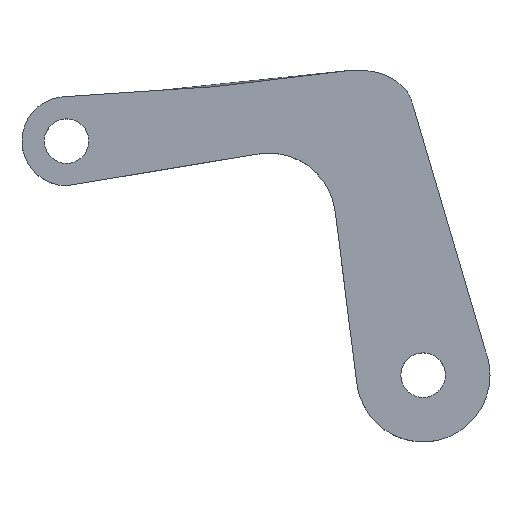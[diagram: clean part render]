
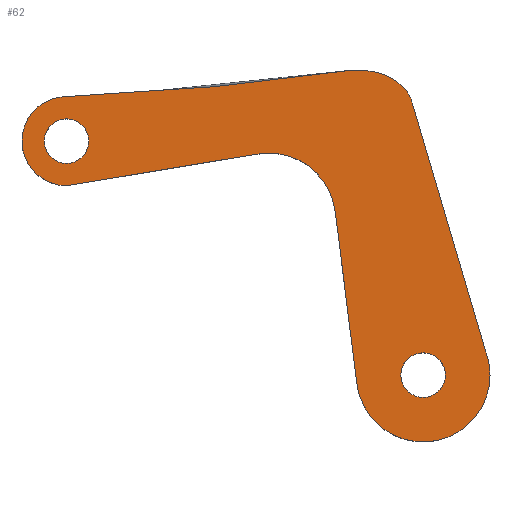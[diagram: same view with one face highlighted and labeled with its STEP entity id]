
A CAD part, top view. The second image highlights one B-rep face of the part: STEP entity #62.
In plain terms, the highlighted planar face has unit normal (0, 0, 1).
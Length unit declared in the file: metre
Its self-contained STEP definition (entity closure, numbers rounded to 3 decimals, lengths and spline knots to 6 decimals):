
#62=ADVANCED_FACE('0:3667',(#137,#138,#139),#140,.T.);
#137=FACE_OUTER_BOUND('',#471,.T.);
#138=FACE_BOUND('',#472,.T.);
#139=FACE_BOUND('',#473,.T.);
#140=PLANE('',#474);
#471=EDGE_LOOP('',(#716,#717,#718,#719,#720,#721,#722,#723,#724,#725,#726));
#472=EDGE_LOOP('',(#727,#728));
#473=EDGE_LOOP('',(#729,#730));
#474=AXIS2_PLACEMENT_3D('',#731,#732,#733);
#716=ORIENTED_EDGE('',*,*,#1186,.F.);
#717=ORIENTED_EDGE('',*,*,#1211,.F.);
#718=ORIENTED_EDGE('',*,*,#1212,.F.);
#719=ORIENTED_EDGE('',*,*,#1191,.F.);
#720=ORIENTED_EDGE('',*,*,#1213,.F.);
#721=ORIENTED_EDGE('',*,*,#1214,.F.);
#722=ORIENTED_EDGE('',*,*,#1215,.F.);
#723=ORIENTED_EDGE('',*,*,#1169,.F.);
#724=ORIENTED_EDGE('',*,*,#1183,.F.);
#725=ORIENTED_EDGE('',*,*,#1181,.F.);
#726=ORIENTED_EDGE('',*,*,#1216,.F.);
#727=ORIENTED_EDGE('',*,*,#1217,.F.);
#728=ORIENTED_EDGE('',*,*,#1218,.F.);
#729=ORIENTED_EDGE('',*,*,#1219,.F.);
#730=ORIENTED_EDGE('',*,*,#1220,.F.);
#731=CARTESIAN_POINT('',(0.219495,-0.043899,0.005));
#732=DIRECTION('',(0.0,0.0,1.0));
#733=DIRECTION('',(1.0,0.0,0.0));
#1169=EDGE_CURVE('0:3703',#1253,#1254,#1255,.T.);
#1181=EDGE_CURVE('0:3694',#1274,#1267,#1276,.T.);
#1183=EDGE_CURVE('',#1267,#1253,#1278,.T.);
#1186=EDGE_CURVE('3:70565',#1281,#1282,#1283,.T.);
#1191=EDGE_CURVE('0:3730',#1290,#1291,#1292,.T.);
#1211=EDGE_CURVE('0:3748',#1325,#1281,#1326,.T.);
#1212=EDGE_CURVE('0:3739',#1291,#1325,#1327,.T.);
#1213=EDGE_CURVE('0:3721',#1328,#1290,#1329,.T.);
#1214=EDGE_CURVE('',#1330,#1328,#1331,.T.);
#1215=EDGE_CURVE('3:17967',#1254,#1330,#1332,.T.);
#1216=EDGE_CURVE('0:3685',#1282,#1274,#1333,.T.);
#1217=EDGE_CURVE('0:3754',#1334,#1335,#1336,.T.);
#1218=EDGE_CURVE('',#1335,#1334,#1337,.T.);
#1219=EDGE_CURVE('0:3760',#1338,#1339,#1340,.T.);
#1220=EDGE_CURVE('',#1339,#1338,#1341,.T.);
#1253=VERTEX_POINT('',#1378);
#1254=VERTEX_POINT('',#1379);
#1255=LINE('',#1380,#1381);
#1267=VERTEX_POINT('',#1484);
#1274=VERTEX_POINT('',#1497);
#1276=CIRCLE('',#1504,0.071849);
#1278=CIRCLE('',#1506,0.071849);
#1281=VERTEX_POINT('',#1509);
#1282=VERTEX_POINT('',#1510);
#1283=B_SPLINE_CURVE_WITH_KNOTS('',3,(#1511,#1512,#1513,#1514,#1515,#1516,#1517,#1518,#1519,#1520),.UNSPECIFIED.,.F.,.F.,(4,2,2,2,4),(0.0,0.002771,0.005013,0.006475,0.007932),.UNSPECIFIED.);
#1290=VERTEX_POINT('',#1596);
#1291=VERTEX_POINT('',#1597);
#1292=CIRCLE('',#1598,0.047899);
#1325=VERTEX_POINT('',#1809);
#1326=B_SPLINE_CURVE_WITH_KNOTS('',3,(#1810,#1811,#1812,#1813,#1814,#1815),.UNSPECIFIED.,.F.,.F.,(4,2,4),(0.004809,0.017013,0.021807),.UNSPECIFIED.);
#1327=LINE('',#1816,#1817);
#1328=VERTEX_POINT('',#1818);
#1329=LINE('',#1819,#1820);
#1330=VERTEX_POINT('',#1821);
#1331=CIRCLE('',#1822,0.071849);
#1332=CIRCLE('',#1823,0.071849);
#1333=B_SPLINE_CURVE_WITH_KNOTS('',3,(#1824,#1825,#1826,#1827,#1828,#1829,#1830,#1831,#1832),.UNSPECIFIED.,.F.,.F.,(4,3,2,4),(0.021865,0.021881,0.028093,0.032155),.UNSPECIFIED.);
#1334=VERTEX_POINT('',#1833);
#1335=VERTEX_POINT('',#1834);
#1336=CIRCLE('',#1835,0.02395);
#1337=CIRCLE('',#1836,0.02395);
#1338=VERTEX_POINT('',#1837);
#1339=VERTEX_POINT('',#1838);
#1340=CIRCLE('',#1839,0.02395);
#1341=CIRCLE('',#1840,0.02395);
#1378=CARTESIAN_POINT('',(0.291904,-0.304326,0.005));
#1379=CARTESIAN_POINT('',(0.26871,-0.119715,0.005));
#1380=CARTESIAN_POINT('',(0.275236,-0.171658,0.005));
#1381=VECTOR('',#1982,11.974767);
#1484=CARTESIAN_POINT('',(0.435041,-0.295369,0.005));
#1497=CARTESIAN_POINT('',(0.430152,-0.269319,0.005));
#1504=AXIS2_PLACEMENT_3D('',#1990,#1991,#1992);
#1506=AXIS2_PLACEMENT_3D('',#1993,#1994,#1995);
#1509=CARTESIAN_POINT('',(0.282859,0.031915,0.005));
#1510=CARTESIAN_POINT('',(0.351633,-0.003055,0.005));
#1511=CARTESIAN_POINT('',(0.282859,0.031915,0.005));
#1512=CARTESIAN_POINT('',(0.293842,0.033228,0.005));
#1513=CARTESIAN_POINT('',(0.304919,0.032443,0.005));
#1514=CARTESIAN_POINT('',(0.323131,0.027336,0.005));
#1515=CARTESIAN_POINT('',(0.330433,0.023769,0.005));
#1516=CARTESIAN_POINT('',(0.340308,0.01609,0.005));
#1517=CARTESIAN_POINT('',(0.343578,0.012651,0.005));
#1518=CARTESIAN_POINT('',(0.348707,0.005161,0.005));
#1519=CARTESIAN_POINT('',(0.350551,0.00114,0.005));
#1520=CARTESIAN_POINT('',(0.351633,-0.003055,0.005));
#1596=CARTESIAN_POINT('',(-0.02,-0.091798,0.005));
#1597=CARTESIAN_POINT('',(-0.02,0.004,0.005));
#1598=AXIS2_PLACEMENT_3D('',#1999,#2000,#2001);
#1809=CARTESIAN_POINT('',(0.138486,0.014566,0.005));
#1810=CARTESIAN_POINT('',(0.138486,0.014566,0.005));
#1811=CARTESIAN_POINT('',(0.187043,0.020432,0.005));
#1812=CARTESIAN_POINT('',(0.23575,0.026282,0.005));
#1813=CARTESIAN_POINT('',(0.303089,0.034334,0.005));
#1814=CARTESIAN_POINT('',(0.322121,0.036606,0.005));
#1815=CARTESIAN_POINT('',(0.341171,0.038876,0.005));
#1816=CARTESIAN_POINT('',(0.188713,0.017914,0.005));
#1817=VECTOR('',#2027,11.974767);
#1818=CARTESIAN_POINT('',(0.185701,-0.057785,0.005));
#1819=CARTESIAN_POINT('',(0.100415,-0.071887,0.005));
#1820=VECTOR('',#2028,11.974767);
#1821=CARTESIAN_POINT('',(0.239461,-0.070405,0.005));
#1822=AXIS2_PLACEMENT_3D('',#2029,#2030,#2031);
#1823=AXIS2_PLACEMENT_3D('',#2032,#2033,#2034);
#1824=CARTESIAN_POINT('',(0.341171,0.038876,0.005));
#1825=CARTESIAN_POINT('',(0.341205,0.038735,0.005));
#1826=CARTESIAN_POINT('',(0.341239,0.038595,0.005));
#1827=CARTESIAN_POINT('',(0.341273,0.038455,0.005));
#1828=CARTESIAN_POINT('',(0.353992,-0.014376,0.005));
#1829=CARTESIAN_POINT('',(0.370005,-0.073049,0.005));
#1830=CARTESIAN_POINT('',(0.402275,-0.181401,0.005));
#1831=CARTESIAN_POINT('',(0.416009,-0.225401,0.005));
#1832=CARTESIAN_POINT('',(0.430152,-0.269319,0.005));
#1833=CARTESIAN_POINT('',(0.00395,-0.043899,0.005));
#1834=CARTESIAN_POINT('',(-0.04395,-0.043899,0.005));
#1835=AXIS2_PLACEMENT_3D('',#2035,#2036,#2037);
#1836=AXIS2_PLACEMENT_3D('',#2038,#2039,#2040);
#1837=CARTESIAN_POINT('',(0.387142,-0.295369,0.005));
#1838=CARTESIAN_POINT('',(0.339243,-0.295369,0.005));
#1839=AXIS2_PLACEMENT_3D('',#2041,#2042,#2043);
#1840=AXIS2_PLACEMENT_3D('',#2044,#2045,#2046);
#1982=DIRECTION('',(-0.125,0.992,0.0));
#1990=CARTESIAN_POINT('',(0.363193,-0.295369,0.005));
#1991=DIRECTION('',(-0.0,0.0,-1.0));
#1992=DIRECTION('',(-1.0,0.,0.0));
#1993=CARTESIAN_POINT('',(0.363193,-0.295369,0.005));
#1994=DIRECTION('',(-0.0,0.0,-1.0));
#1995=DIRECTION('',(-1.0,0.,0.0));
#1999=CARTESIAN_POINT('',(-0.02,-0.043899,0.005));
#2000=DIRECTION('',(0.0,0.0,-1.0));
#2001=DIRECTION('',(0.0,1.0,0.0));
#2027=DIRECTION('',(0.998,0.067,0.0));
#2028=DIRECTION('',(-0.987,-0.163,0.0));
#2029=CARTESIAN_POINT('',(0.197422,-0.128671,0.005));
#2030=DIRECTION('',(0.0,-0.0,1.0));
#2031=DIRECTION('',(0.585,0.811,0.0));
#2032=CARTESIAN_POINT('',(0.197422,-0.128671,0.005));
#2033=DIRECTION('',(0.0,-0.0,1.0));
#2034=DIRECTION('',(0.585,0.811,0.0));
#2035=CARTESIAN_POINT('',(-0.02,-0.043899,0.005));
#2036=DIRECTION('',(0.0,0.0,1.0));
#2037=DIRECTION('',(1.0,0.0,0.0));
#2038=CARTESIAN_POINT('',(-0.02,-0.043899,0.005));
#2039=DIRECTION('',(0.0,0.0,1.0));
#2040=DIRECTION('',(1.0,0.0,0.0));
#2041=CARTESIAN_POINT('',(0.363193,-0.295369,0.005));
#2042=DIRECTION('',(0.0,0.0,1.0));
#2043=DIRECTION('',(1.0,0.0,0.0));
#2044=CARTESIAN_POINT('',(0.363193,-0.295369,0.005));
#2045=DIRECTION('',(0.0,0.0,1.0));
#2046=DIRECTION('',(1.0,0.0,0.0));
